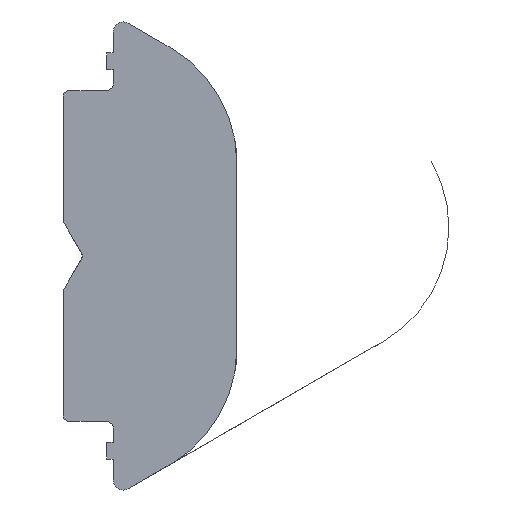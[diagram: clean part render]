
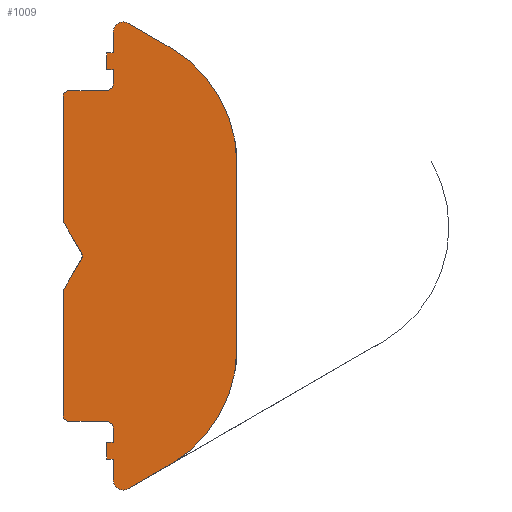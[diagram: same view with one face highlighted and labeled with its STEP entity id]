
A CAD part, front view. The second image highlights one B-rep face of the part: STEP entity #1009.
In plain terms, the highlighted planar face has unit normal (0, -1, 0).
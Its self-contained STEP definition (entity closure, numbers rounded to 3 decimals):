
#27=PLANE('',#1098);
#68=FACE_OUTER_BOUND('',#118,.T.);
#118=EDGE_LOOP('',(#762,#763,#764,#765,#766,#767,#768,#769,#770,#771,#772,
#773,#774,#775,#776,#777,#778,#779,#780,#781,#782,#783,#784,#785,#786,#787,
#788,#789,#790,#791));
#159=LINE('',#1540,#269);
#182=LINE('',#1603,#292);
#186=LINE('',#1610,#296);
#188=LINE('',#1618,#298);
#189=LINE('',#1620,#299);
#190=LINE('',#1622,#300);
#191=LINE('',#1623,#301);
#192=LINE('',#1627,#302);
#193=LINE('',#1630,#303);
#194=LINE('',#1632,#304);
#195=LINE('',#1636,#305);
#196=LINE('',#1638,#306);
#197=LINE('',#1640,#307);
#198=LINE('',#1642,#308);
#199=LINE('',#1644,#309);
#200=LINE('',#1648,#310);
#201=LINE('',#1652,#311);
#202=LINE('',#1656,#312);
#203=LINE('',#1659,#313);
#269=VECTOR('',#1180,3.657);
#292=VECTOR('',#1239,0.625);
#296=VECTOR('',#1243,0.425);
#298=VECTOR('',#1253,1.1);
#299=VECTOR('',#1254,0.2);
#300=VECTOR('',#1255,0.5);
#301=VECTOR('',#1256,0.2);
#302=VECTOR('',#1259,1.443);
#303=VECTOR('',#1262,5.548);
#304=VECTOR('',#1263,1.443);
#305=VECTOR('',#1266,0.625);
#306=VECTOR('',#1267,0.2);
#307=VECTOR('',#1268,0.5);
#308=VECTOR('',#1269,0.2);
#309=VECTOR('',#1270,0.425);
#310=VECTOR('',#1273,1.1);
#311=VECTOR('',#1276,3.657);
#312=VECTOR('',#1279,1.031);
#313=VECTOR('',#1282,1.031);
#394=CIRCLE('',#1080,0.2);
#398=CIRCLE('',#1089,4.);
#400=CIRCLE('',#1093,0.2);
#401=CIRCLE('',#1096,0.2);
#403=CIRCLE('',#1099,0.3);
#404=CIRCLE('',#1100,4.);
#405=CIRCLE('',#1101,0.3);
#406=CIRCLE('',#1102,0.2);
#407=CIRCLE('',#1103,0.2);
#408=CIRCLE('',#1104,0.2);
#409=CIRCLE('',#1105,0.2);
#440=VERTEX_POINT('',#1537);
#441=VERTEX_POINT('',#1539);
#443=VERTEX_POINT('',#1547);
#450=VERTEX_POINT('',#1571);
#451=VERTEX_POINT('',#1573);
#455=VERTEX_POINT('',#1584);
#456=VERTEX_POINT('',#1586);
#462=VERTEX_POINT('',#1600);
#463=VERTEX_POINT('',#1602);
#466=VERTEX_POINT('',#1608);
#467=VERTEX_POINT('',#1612);
#469=VERTEX_POINT('',#1619);
#470=VERTEX_POINT('',#1621);
#471=VERTEX_POINT('',#1624);
#472=VERTEX_POINT('',#1626);
#473=VERTEX_POINT('',#1628);
#474=VERTEX_POINT('',#1631);
#475=VERTEX_POINT('',#1633);
#476=VERTEX_POINT('',#1635);
#477=VERTEX_POINT('',#1637);
#478=VERTEX_POINT('',#1639);
#479=VERTEX_POINT('',#1641);
#480=VERTEX_POINT('',#1643);
#481=VERTEX_POINT('',#1645);
#482=VERTEX_POINT('',#1647);
#483=VERTEX_POINT('',#1649);
#484=VERTEX_POINT('',#1651);
#485=VERTEX_POINT('',#1653);
#486=VERTEX_POINT('',#1655);
#487=VERTEX_POINT('',#1657);
#548=EDGE_CURVE('',#441,#440,#159,.T.);
#552=EDGE_CURVE('',#441,#443,#394,.T.);
#565=EDGE_CURVE('',#451,#450,#398,.T.);
#571=EDGE_CURVE('',#455,#456,#400,.T.);
#579=EDGE_CURVE('',#463,#462,#182,.T.);
#583=EDGE_CURVE('',#455,#466,#186,.T.);
#584=EDGE_CURVE('',#467,#440,#401,.T.);
#587=EDGE_CURVE('',#467,#456,#188,.T.);
#588=EDGE_CURVE('',#466,#469,#189,.T.);
#589=EDGE_CURVE('',#470,#469,#190,.T.);
#590=EDGE_CURVE('',#463,#470,#191,.T.);
#591=EDGE_CURVE('',#462,#471,#403,.T.);
#592=EDGE_CURVE('',#471,#472,#192,.T.);
#593=EDGE_CURVE('',#472,#473,#404,.T.);
#594=EDGE_CURVE('',#473,#451,#193,.T.);
#595=EDGE_CURVE('',#450,#474,#194,.T.);
#596=EDGE_CURVE('',#474,#475,#405,.T.);
#597=EDGE_CURVE('',#475,#476,#195,.T.);
#598=EDGE_CURVE('',#476,#477,#196,.T.);
#599=EDGE_CURVE('',#478,#477,#197,.T.);
#600=EDGE_CURVE('',#479,#478,#198,.T.);
#601=EDGE_CURVE('',#479,#480,#199,.T.);
#602=EDGE_CURVE('',#481,#480,#406,.T.);
#603=EDGE_CURVE('',#481,#482,#200,.T.);
#604=EDGE_CURVE('',#483,#482,#407,.T.);
#605=EDGE_CURVE('',#483,#484,#201,.T.);
#606=EDGE_CURVE('',#485,#484,#408,.T.);
#607=EDGE_CURVE('',#485,#486,#202,.T.);
#608=EDGE_CURVE('',#487,#486,#409,.T.);
#609=EDGE_CURVE('',#487,#443,#203,.T.);
#762=ORIENTED_EDGE('',*,*,#584,.F.);
#763=ORIENTED_EDGE('',*,*,#587,.T.);
#764=ORIENTED_EDGE('',*,*,#571,.F.);
#765=ORIENTED_EDGE('',*,*,#583,.T.);
#766=ORIENTED_EDGE('',*,*,#588,.T.);
#767=ORIENTED_EDGE('',*,*,#589,.F.);
#768=ORIENTED_EDGE('',*,*,#590,.F.);
#769=ORIENTED_EDGE('',*,*,#579,.T.);
#770=ORIENTED_EDGE('',*,*,#591,.T.);
#771=ORIENTED_EDGE('',*,*,#592,.T.);
#772=ORIENTED_EDGE('',*,*,#593,.T.);
#773=ORIENTED_EDGE('',*,*,#594,.T.);
#774=ORIENTED_EDGE('',*,*,#565,.T.);
#775=ORIENTED_EDGE('',*,*,#595,.T.);
#776=ORIENTED_EDGE('',*,*,#596,.T.);
#777=ORIENTED_EDGE('',*,*,#597,.T.);
#778=ORIENTED_EDGE('',*,*,#598,.T.);
#779=ORIENTED_EDGE('',*,*,#599,.F.);
#780=ORIENTED_EDGE('',*,*,#600,.F.);
#781=ORIENTED_EDGE('',*,*,#601,.T.);
#782=ORIENTED_EDGE('',*,*,#602,.F.);
#783=ORIENTED_EDGE('',*,*,#603,.T.);
#784=ORIENTED_EDGE('',*,*,#604,.F.);
#785=ORIENTED_EDGE('',*,*,#605,.T.);
#786=ORIENTED_EDGE('',*,*,#606,.F.);
#787=ORIENTED_EDGE('',*,*,#607,.T.);
#788=ORIENTED_EDGE('',*,*,#608,.F.);
#789=ORIENTED_EDGE('',*,*,#609,.T.);
#790=ORIENTED_EDGE('',*,*,#552,.F.);
#791=ORIENTED_EDGE('',*,*,#548,.T.);
#1009=ADVANCED_FACE('',(#68),#27,.F.);
#1080=AXIS2_PLACEMENT_3D('',#1548,#1189,#1190);
#1089=AXIS2_PLACEMENT_3D('',#1574,#1216,#1217);
#1093=AXIS2_PLACEMENT_3D('',#1587,#1228,#1229);
#1096=AXIS2_PLACEMENT_3D('',#1613,#1246,#1247);
#1098=AXIS2_PLACEMENT_3D('',#1617,#1251,#1252);
#1099=AXIS2_PLACEMENT_3D('',#1625,#1257,#1258);
#1100=AXIS2_PLACEMENT_3D('',#1629,#1260,#1261);
#1101=AXIS2_PLACEMENT_3D('',#1634,#1264,#1265);
#1102=AXIS2_PLACEMENT_3D('',#1646,#1271,#1272);
#1103=AXIS2_PLACEMENT_3D('',#1650,#1274,#1275);
#1104=AXIS2_PLACEMENT_3D('',#1654,#1277,#1278);
#1105=AXIS2_PLACEMENT_3D('',#1658,#1280,#1281);
#1180=DIRECTION('',(0.,0.,-1.));
#1189=DIRECTION('center_axis',(0.,1.,0.));
#1190=DIRECTION('ref_axis',(-0.966,0.,0.259));
#1216=DIRECTION('center_axis',(0.,-1.,0.));
#1217=DIRECTION('ref_axis',(-0.5,0.,-0.866));
#1228=DIRECTION('center_axis',(0.,-1.,0.));
#1229=DIRECTION('ref_axis',(0.707,0.,0.707));
#1239=DIRECTION('',(0.,0.,-1.));
#1243=DIRECTION('',(0.,0.,-1.));
#1246=DIRECTION('center_axis',(0.,1.,0.));
#1247=DIRECTION('ref_axis',(-0.707,0.,-0.707));
#1251=DIRECTION('center_axis',(0.,1.,0.));
#1252=DIRECTION('ref_axis',(0.,0.,1.));
#1253=DIRECTION('',(1.,0.,0.));
#1254=DIRECTION('',(-1.,0.,0.));
#1255=DIRECTION('',(0.,0.,1.));
#1256=DIRECTION('',(-1.,0.,0.));
#1257=DIRECTION('center_axis',(0.,-1.,0.));
#1258=DIRECTION('ref_axis',(-0.5,0.,0.866));
#1259=DIRECTION('',(0.866,0.,0.5));
#1260=DIRECTION('center_axis',(0.,-1.,0.));
#1261=DIRECTION('ref_axis',(-1.,0.,0.));
#1262=DIRECTION('',(0.,0.,1.));
#1263=DIRECTION('',(-0.866,0.,0.5));
#1264=DIRECTION('center_axis',(0.,-1.,0.));
#1265=DIRECTION('ref_axis',(1.,0.,0.));
#1266=DIRECTION('',(0.,0.,-1.));
#1267=DIRECTION('',(-1.,0.,0.));
#1268=DIRECTION('',(0.,0.,1.));
#1269=DIRECTION('',(-1.,0.,0.));
#1270=DIRECTION('',(0.,0.,-1.));
#1271=DIRECTION('center_axis',(0.,-1.,0.));
#1272=DIRECTION('ref_axis',(0.707,0.,-0.707));
#1273=DIRECTION('',(-1.,0.,0.));
#1274=DIRECTION('center_axis',(0.,1.,0.));
#1275=DIRECTION('ref_axis',(-0.707,0.,0.707));
#1276=DIRECTION('',(0.,0.,-1.));
#1277=DIRECTION('center_axis',(0.,1.,0.));
#1278=DIRECTION('ref_axis',(-0.966,0.,-0.259));
#1279=DIRECTION('',(0.5,0.,-0.866));
#1280=DIRECTION('center_axis',(0.,-1.,0.));
#1281=DIRECTION('ref_axis',(1.,0.,0.));
#1282=DIRECTION('',(-0.5,0.,-0.866));
#1537=CARTESIAN_POINT('',(-1.5,-9.5,-4.75));
#1539=CARTESIAN_POINT('',(-1.5,-9.5,-1.093));
#1540=CARTESIAN_POINT('',(-1.5,-9.5,-1.039));
#1547=CARTESIAN_POINT('',(-1.473,-9.5,-0.993));
#1548=CARTESIAN_POINT('Origin',(-1.3,-9.5,-1.093));
#1571=CARTESIAN_POINT('',(1.7,-9.5,6.238));
#1573=CARTESIAN_POINT('',(3.7,-9.5,2.774));
#1574=CARTESIAN_POINT('Origin',(-0.3,-9.5,2.774));
#1584=CARTESIAN_POINT('',(0.,-9.5,-5.15));
#1586=CARTESIAN_POINT('',(-0.2,-9.5,-4.95));
#1587=CARTESIAN_POINT('Origin',(-0.2,-9.5,-5.15));
#1600=CARTESIAN_POINT('',(0.,-9.5,-6.7));
#1602=CARTESIAN_POINT('',(0.,-9.5,-6.075));
#1603=CARTESIAN_POINT('',(0.,-9.5,-4.95));
#1608=CARTESIAN_POINT('',(0.,-9.5,-5.575));
#1610=CARTESIAN_POINT('',(0.,-9.5,-4.95));
#1612=CARTESIAN_POINT('',(-1.3,-9.5,-4.95));
#1613=CARTESIAN_POINT('Origin',(-1.3,-9.5,-4.75));
#1617=CARTESIAN_POINT('Origin',(0.798,-9.5,0.));
#1618=CARTESIAN_POINT('',(-1.5,-9.5,-4.95));
#1619=CARTESIAN_POINT('',(-0.2,-9.5,-5.575));
#1620=CARTESIAN_POINT('',(0.,-9.5,-5.575));
#1621=CARTESIAN_POINT('',(-0.2,-9.5,-6.075));
#1622=CARTESIAN_POINT('',(-0.2,-9.5,-6.075));
#1623=CARTESIAN_POINT('',(0.,-9.5,-6.075));
#1624=CARTESIAN_POINT('',(0.45,-9.5,-6.96));
#1625=CARTESIAN_POINT('Origin',(0.3,-9.5,-6.7));
#1626=CARTESIAN_POINT('',(1.7,-9.5,-6.238));
#1627=CARTESIAN_POINT('',(0.45,-9.5,-6.96));
#1628=CARTESIAN_POINT('',(3.7,-9.5,-2.774));
#1629=CARTESIAN_POINT('Origin',(-0.3,-9.5,-2.774));
#1630=CARTESIAN_POINT('',(3.7,-9.5,-2.774));
#1631=CARTESIAN_POINT('',(0.45,-9.5,6.96));
#1632=CARTESIAN_POINT('',(1.7,-9.5,6.238));
#1633=CARTESIAN_POINT('',(0.,-9.5,6.7));
#1634=CARTESIAN_POINT('Origin',(0.3,-9.5,6.7));
#1635=CARTESIAN_POINT('',(0.,-9.5,6.075));
#1636=CARTESIAN_POINT('',(0.,-9.5,6.7));
#1637=CARTESIAN_POINT('',(-0.2,-9.5,6.075));
#1638=CARTESIAN_POINT('',(0.,-9.5,6.075));
#1639=CARTESIAN_POINT('',(-0.2,-9.5,5.575));
#1640=CARTESIAN_POINT('',(-0.2,-9.5,5.575));
#1641=CARTESIAN_POINT('',(0.,-9.5,5.575));
#1642=CARTESIAN_POINT('',(0.,-9.5,5.575));
#1643=CARTESIAN_POINT('',(0.,-9.5,5.15));
#1644=CARTESIAN_POINT('',(0.,-9.5,6.7));
#1645=CARTESIAN_POINT('',(-0.2,-9.5,4.95));
#1646=CARTESIAN_POINT('Origin',(-0.2,-9.5,5.15));
#1647=CARTESIAN_POINT('',(-1.3,-9.5,4.95));
#1648=CARTESIAN_POINT('',(0.,-9.5,4.95));
#1649=CARTESIAN_POINT('',(-1.5,-9.5,4.75));
#1650=CARTESIAN_POINT('Origin',(-1.3,-9.5,4.75));
#1651=CARTESIAN_POINT('',(-1.5,-9.5,1.093));
#1652=CARTESIAN_POINT('',(-1.5,-9.5,4.95));
#1653=CARTESIAN_POINT('',(-1.473,-9.5,0.993));
#1654=CARTESIAN_POINT('Origin',(-1.3,-9.5,1.093));
#1655=CARTESIAN_POINT('',(-0.958,-9.5,0.1));
#1656=CARTESIAN_POINT('',(-1.5,-9.5,1.039));
#1657=CARTESIAN_POINT('',(-0.958,-9.5,-0.1));
#1658=CARTESIAN_POINT('Origin',(-1.131,-9.5,0.));
#1659=CARTESIAN_POINT('',(-0.9,-9.5,0.));
